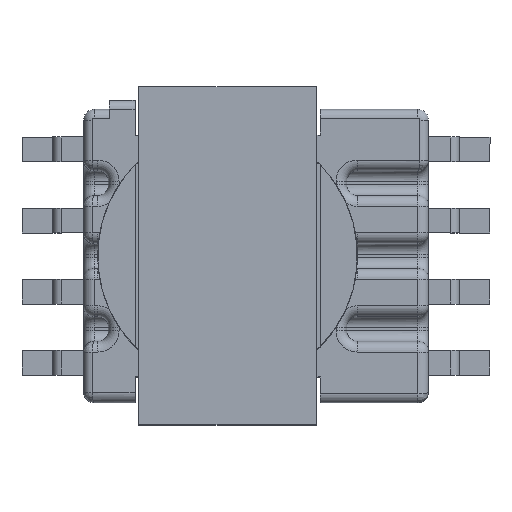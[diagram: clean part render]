
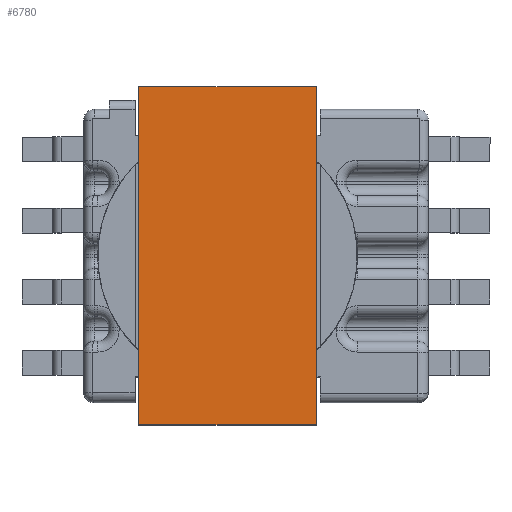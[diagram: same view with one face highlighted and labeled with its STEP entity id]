
A CAD part, top view. The second image highlights one B-rep face of the part: STEP entity #6780.
In plain terms, the highlighted face is planar.
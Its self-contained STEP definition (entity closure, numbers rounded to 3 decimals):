
#626=LINE('',#10515,#1054);
#631=LINE('',#10525,#1059);
#632=LINE('',#10527,#1060);
#635=LINE('',#10531,#1063);
#1054=VECTOR('',#8781,1000.);
#1059=VECTOR('',#8788,1000.);
#1060=VECTOR('',#8791,1000.);
#1063=VECTOR('',#8796,1000.);
#2439=ORIENTED_EDGE('',*,*,#3158,.F.);
#2440=ORIENTED_EDGE('',*,*,#3167,.F.);
#2441=ORIENTED_EDGE('',*,*,#3163,.T.);
#2442=ORIENTED_EDGE('',*,*,#3164,.T.);
#3158=EDGE_CURVE('',#3592,#3589,#626,.T.);
#3163=EDGE_CURVE('',#3594,#3596,#631,.T.);
#3164=EDGE_CURVE('',#3596,#3589,#632,.T.);
#3167=EDGE_CURVE('',#3594,#3592,#635,.T.);
#3589=VERTEX_POINT('',#10509);
#3592=VERTEX_POINT('',#10514);
#3594=VERTEX_POINT('',#10520);
#3596=VERTEX_POINT('',#10524);
#4143=EDGE_LOOP('',(#2439,#2440,#2441,#2442));
#4446=FACE_BOUND('',#4143,.T.);
#4582=PLANE('',#7316);
#6780=ADVANCED_FACE('',(#4446),#4582,.T.);
#7316=AXIS2_PLACEMENT_3D('',#10532,#8797,#8798);
#8781=DIRECTION('',(0.,0.,-1.));
#8788=DIRECTION('',(0.,0.,-1.));
#8791=DIRECTION('',(-1.,0.,0.));
#8796=DIRECTION('',(-1.,0.,0.));
#8797=DIRECTION('',(0.,1.,0.));
#8798=DIRECTION('',(0.,0.,-1.));
#10509=CARTESIAN_POINT('',(-37.009,1.749,13.436));
#10514=CARTESIAN_POINT('',(-37.009,1.749,22.936));
#10515=CARTESIAN_POINT('',(-37.009,1.749,22.936));
#10520=CARTESIAN_POINT('',(-32.009,1.749,22.936));
#10524=CARTESIAN_POINT('',(-32.009,1.749,13.436));
#10525=CARTESIAN_POINT('',(-32.009,1.749,22.936));
#10527=CARTESIAN_POINT('',(-32.009,1.749,13.436));
#10531=CARTESIAN_POINT('',(-32.009,1.749,22.936));
#10532=CARTESIAN_POINT('',(-32.009,1.749,22.936));
